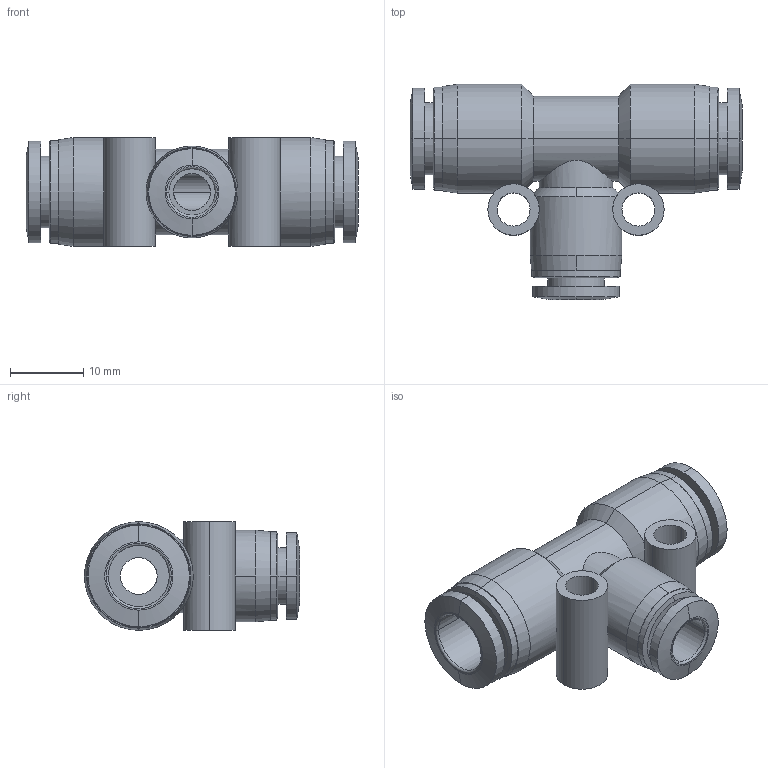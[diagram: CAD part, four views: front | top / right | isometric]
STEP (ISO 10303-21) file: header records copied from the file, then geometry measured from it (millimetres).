
FILE_DESCRIPTION (( 'STEP AP214' ), '1' );
FILE_NAME ('UTR8M-6M.step', '2016-02-24T20:49:56', ( '' ), ( '' ), 'SwSTEP 2.0', 'SolidWorks 2015', '' );
FILE_SCHEMA (( 'AUTOMOTIVE_DESIGN' ));
Length unit declared in the file: inch
Products named in the file (1): UTR8M-6M
Bounding box: 45.2 x 29.3 x 14.8 mm (x, y, z)
Volume: 6140.7 mm3; surface area: 5602.2 mm2
Topology: 1 solids, 1 shells, 95 faces, 223 edges, 140 vertices
Faces by surface type: cylinder 46, cone 24, plane 19, torus 6
Entity records: 4432 total; most frequent: CARTESIAN_POINT 883, DIRECTION 521, ORIENTED_EDGE 446, AXIS2_PLACEMENT_3D 224, EDGE_CURVE 223, VERTEX_POINT 140, CIRCLE 128, EDGE_LOOP 117
